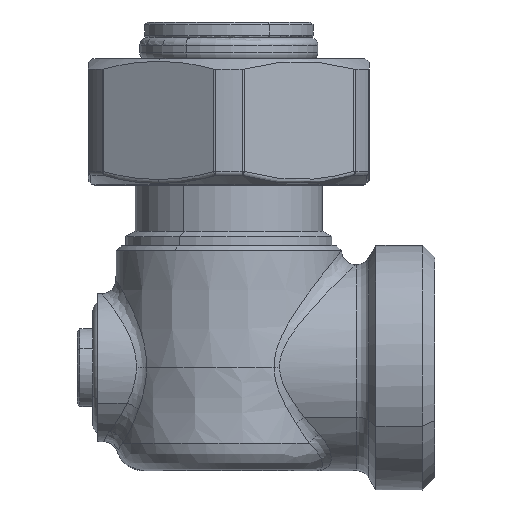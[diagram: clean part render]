
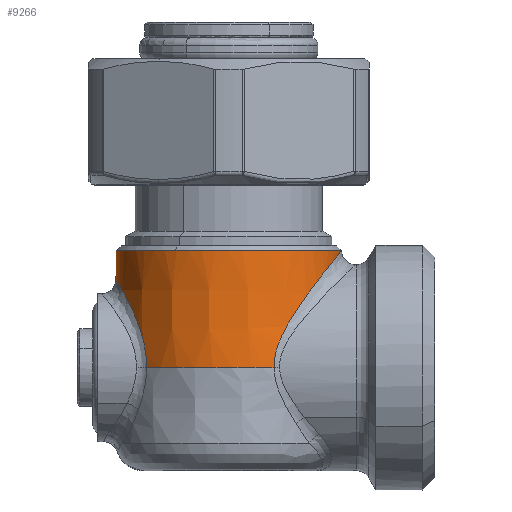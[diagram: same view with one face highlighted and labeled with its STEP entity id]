
A CAD part, front view. The second image highlights one B-rep face of the part: STEP entity #9266.
In plain terms, the highlighted conical face has half-angle 0.5 degrees and reference radius 12 mm.
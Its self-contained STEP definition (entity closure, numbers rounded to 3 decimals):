
#7670=CARTESIAN_POINT('Vertex',(-12.017,-24.875,12.5)) ;
#7672=CARTESIAN_POINT('Vertex',(12.017,-24.875,12.5)) ;
#7675=CARTESIAN_POINT('Line Origine',(12.063,-24.875,7.25)) ;
#7679=CARTESIAN_POINT('Vertex',(12.018,-24.875,12.487)) ;
#7723=CARTESIAN_POINT('Vertex',(-12.045,-24.875,9.387)) ;
#7726=CARTESIAN_POINT('Line Origine',(-12.063,-24.875,7.25)) ;
#9199=CARTESIAN_POINT('Axis2P3D Location',(0.,-24.875,14.5)) ;
#9204=CARTESIAN_POINT('Axis2P3D Location',(0.,-24.875,12.5)) ;
#9210=CARTESIAN_POINT('Control Point',(-8.779,-33.24,0.)) ;
#9211=CARTESIAN_POINT('Control Point',(-8.77,-33.238,0.949)) ;
#9212=CARTESIAN_POINT('Control Point',(-8.861,-33.13,1.899)) ;
#9213=CARTESIAN_POINT('Control Point',(-9.056,-32.915,2.809)) ;
#9214=CARTESIAN_POINT('Control Point',(-9.501,-32.381,4.322)) ;
#9215=CARTESIAN_POINT('Control Point',(-10.051,-31.591,5.65)) ;
#9216=CARTESIAN_POINT('Control Point',(-10.299,-31.202,6.191)) ;
#9217=CARTESIAN_POINT('Control Point',(-10.755,-30.397,7.12)) ;
#9218=CARTESIAN_POINT('Control Point',(-11.176,-29.44,7.897)) ;
#9219=CARTESIAN_POINT('Control Point',(-11.357,-28.968,8.219)) ;
#9220=CARTESIAN_POINT('Control Point',(-11.692,-27.925,8.801)) ;
#9221=CARTESIAN_POINT('Control Point',(-11.92,-26.77,9.183)) ;
#9222=CARTESIAN_POINT('Control Point',(-12.003,-26.147,9.319)) ;
#9223=CARTESIAN_POINT('Control Point',(-12.045,-25.511,9.387)) ;
#9224=CARTESIAN_POINT('Control Point',(-12.045,-24.875,9.387)) ;
#9225=CARTESIAN_POINT('Vertex',(-8.779,-33.24,0.)) ;
#9229=CARTESIAN_POINT('Control Point',(-8.779,-33.24,0.)) ;
#9230=CARTESIAN_POINT('Control Point',(-6.74,-35.381,0.)) ;
#9231=CARTESIAN_POINT('Control Point',(-4.048,-36.901,0.)) ;
#9232=CARTESIAN_POINT('Control Point',(-0.955,-37.528,0.)) ;
#9233=CARTESIAN_POINT('Control Point',(2.116,-37.176,0.)) ;
#9234=CARTESIAN_POINT('Control Point',(4.828,-35.999,0.)) ;
#9235=CARTESIAN_POINT('Vertex',(4.828,-35.999,0.)) ;
#9239=CARTESIAN_POINT('Control Point',(4.828,-35.999,0.)) ;
#9240=CARTESIAN_POINT('Control Point',(4.82,-35.998,0.467)) ;
#9241=CARTESIAN_POINT('Control Point',(4.856,-35.978,0.935)) ;
#9242=CARTESIAN_POINT('Control Point',(4.938,-35.938,1.395)) ;
#9243=CARTESIAN_POINT('Control Point',(5.23,-35.796,2.512)) ;
#9244=CARTESIAN_POINT('Control Point',(5.686,-35.558,3.544)) ;
#9245=CARTESIAN_POINT('Control Point',(5.991,-35.387,4.133)) ;
#9246=CARTESIAN_POINT('Control Point',(6.927,-34.811,5.775)) ;
#9247=CARTESIAN_POINT('Control Point',(7.953,-34.009,7.243)) ;
#9248=CARTESIAN_POINT('Control Point',(8.614,-33.388,8.149)) ;
#9249=CARTESIAN_POINT('Control Point',(9.656,-32.199,9.525)) ;
#9250=CARTESIAN_POINT('Control Point',(10.557,-30.711,10.669)) ;
#9251=CARTESIAN_POINT('Control Point',(10.879,-30.085,11.074)) ;
#9252=CARTESIAN_POINT('Control Point',(11.444,-28.748,11.78)) ;
#9253=CARTESIAN_POINT('Control Point',(11.821,-27.251,12.245)) ;
#9254=CARTESIAN_POINT('Control Point',(11.952,-26.472,12.406)) ;
#9255=CARTESIAN_POINT('Control Point',(12.018,-25.673,12.487)) ;
#9256=CARTESIAN_POINT('Control Point',(12.018,-24.875,12.487)) ;
#7676=DIRECTION('Vector Direction',(0.009,0.,-1.)) ;
#7727=DIRECTION('Vector Direction',(-0.009,0.,-1.)) ;
#9200=DIRECTION('Axis2P3D Direction',(-0.,-0.,-1.)) ;
#9201=DIRECTION('Axis2P3D XDirection',(-1.,0.,0.)) ;
#9205=DIRECTION('Axis2P3D Direction',(0.,0.,1.)) ;
#9202=AXIS2_PLACEMENT_3D('Cone Axis2P3D',#9199,#9200,#9201) ;
#9206=AXIS2_PLACEMENT_3D('Circle Axis2P3D',#9204,#9205,$) ;
#9259=ORIENTED_EDGE('',*,*,#9208,.T.) ;
#9260=ORIENTED_EDGE('',*,*,#7730,.F.) ;
#9261=ORIENTED_EDGE('',*,*,#9227,.F.) ;
#9262=ORIENTED_EDGE('',*,*,#9237,.T.) ;
#9263=ORIENTED_EDGE('',*,*,#9257,.T.) ;
#9264=ORIENTED_EDGE('',*,*,#7681,.T.) ;
#7677=VECTOR('Line Direction',#7676,1.) ;
#7728=VECTOR('Line Direction',#7727,1.) ;
#9266=ADVANCED_FACE('PartBody',(#9265),#9203,.T.) ;
#9209=B_SPLINE_CURVE_WITH_KNOTS('',5,(#9210,#9211,#9212,#9213,#9214,#9215,#9216,#9217,#9218,#9219,#9220,#9221,#9222,#9223,#9224),.UNSPECIFIED.,.F.,.U.,(6,3,3,3,6),(6.311,12.51,17.29,21.363,25.731),.UNSPECIFIED.) ;
#9228=B_SPLINE_CURVE_WITH_KNOTS('',5,(#9229,#9230,#9231,#9232,#9233,#9234),.UNSPECIFIED.,.F.,.U.,(6,6),(12.987,33.783),.UNSPECIFIED.) ;
#9238=B_SPLINE_CURVE_WITH_KNOTS('',5,(#9239,#9240,#9241,#9242,#9243,#9244,#9245,#9246,#9247,#9248,#9249,#9250,#9251,#9252,#9253,#9254,#9255,#9256),.UNSPECIFIED.,.F.,.U.,(6,3,3,3,3,6),(9.191,12.302,16.987,25.891,31.545,37.158),.UNSPECIFIED.) ;
#9207=CIRCLE('generated circle',#9206,12.017) ;
#9203=CONICAL_SURFACE('Cone',#9202,12.,0.009) ;
#7681=EDGE_CURVE('',#7680,#7673,#7678,.F.) ;
#7730=EDGE_CURVE('',#7724,#7671,#7729,.F.) ;
#9208=EDGE_CURVE('',#7673,#7671,#9207,.F.) ;
#9227=EDGE_CURVE('',#9226,#7724,#9209,.T.) ;
#9237=EDGE_CURVE('',#9226,#9236,#9228,.T.) ;
#9257=EDGE_CURVE('',#9236,#7680,#9238,.T.) ;
#9258=EDGE_LOOP('',(#9259,#9260,#9261,#9262,#9263,#9264)) ;
#9265=FACE_OUTER_BOUND('',#9258,.T.) ;
#7678=LINE('Line',#7675,#7677) ;
#7729=LINE('Line',#7726,#7728) ;
#7671=VERTEX_POINT('',#7670) ;
#7673=VERTEX_POINT('',#7672) ;
#7680=VERTEX_POINT('',#7679) ;
#7724=VERTEX_POINT('',#7723) ;
#9226=VERTEX_POINT('',#9225) ;
#9236=VERTEX_POINT('',#9235) ;
